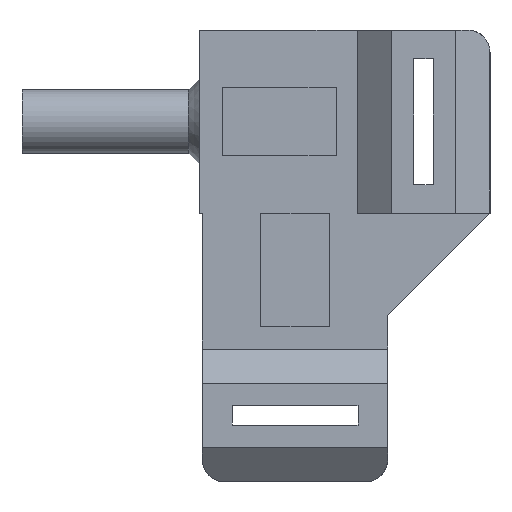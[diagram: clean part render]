
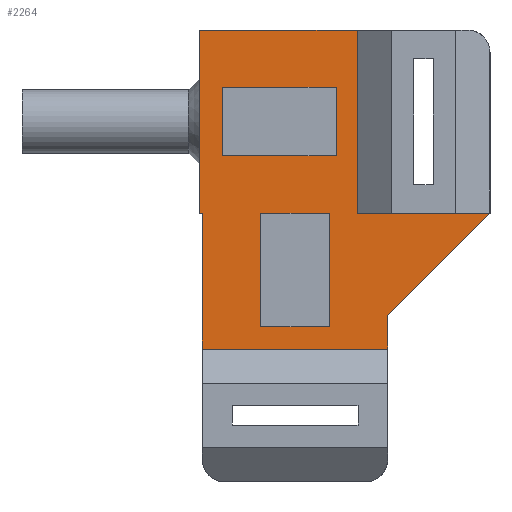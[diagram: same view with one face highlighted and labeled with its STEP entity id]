
A CAD part, front view. The second image highlights one B-rep face of the part: STEP entity #2264.
In plain terms, the highlighted planar face has unit normal (0, -1, 0).
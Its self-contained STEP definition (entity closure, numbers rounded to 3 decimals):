
#32=FACE_BOUND('',#204,.T.);
#33=FACE_BOUND('',#205,.T.);
#46=CIRCLE('',#2391,2.);
#83=FACE_OUTER_BOUND('',#203,.T.);
#203=EDGE_LOOP('',(#1504,#1505,#1506,#1507,#1508,#1509,#1510,#1511,#1512,
#1513,#1514,#1515));
#204=EDGE_LOOP('',(#1516,#1517,#1518,#1519));
#205=EDGE_LOOP('',(#1520,#1521,#1522,#1523));
#336=LINE('',#3152,#635);
#344=LINE('',#3174,#643);
#348=LINE('',#3184,#647);
#349=LINE('',#3188,#648);
#350=LINE('',#3190,#649);
#351=LINE('',#3192,#650);
#352=LINE('',#3193,#651);
#353=LINE('',#3195,#652);
#354=LINE('',#3197,#653);
#355=LINE('',#3199,#654);
#356=LINE('',#3201,#655);
#357=LINE('',#3204,#656);
#358=LINE('',#3206,#657);
#359=LINE('',#3208,#658);
#360=LINE('',#3209,#659);
#361=LINE('',#3212,#660);
#362=LINE('',#3214,#661);
#363=LINE('',#3216,#662);
#364=LINE('',#3217,#663);
#635=VECTOR('',#2543,10.);
#643=VECTOR('',#2559,10.);
#647=VECTOR('',#2565,10.);
#648=VECTOR('',#2570,10.);
#649=VECTOR('',#2571,10.);
#650=VECTOR('',#2572,10.);
#651=VECTOR('',#2573,10.);
#652=VECTOR('',#2574,10.);
#653=VECTOR('',#2575,10.);
#654=VECTOR('',#2576,10.);
#655=VECTOR('',#2579,10.);
#656=VECTOR('',#2580,10.);
#657=VECTOR('',#2581,10.);
#658=VECTOR('',#2582,10.);
#659=VECTOR('',#2583,10.);
#660=VECTOR('',#2584,10.);
#661=VECTOR('',#2585,10.);
#662=VECTOR('',#2586,10.);
#663=VECTOR('',#2587,10.);
#931=VERTEX_POINT('',#3145);
#934=VERTEX_POINT('',#3150);
#941=VERTEX_POINT('',#3167);
#944=VERTEX_POINT('',#3172);
#948=VERTEX_POINT('',#3181);
#949=VERTEX_POINT('',#3183);
#950=VERTEX_POINT('',#3187);
#951=VERTEX_POINT('',#3189);
#952=VERTEX_POINT('',#3191);
#953=VERTEX_POINT('',#3194);
#954=VERTEX_POINT('',#3196);
#955=VERTEX_POINT('',#3198);
#956=VERTEX_POINT('',#3202);
#957=VERTEX_POINT('',#3203);
#958=VERTEX_POINT('',#3205);
#959=VERTEX_POINT('',#3207);
#960=VERTEX_POINT('',#3210);
#961=VERTEX_POINT('',#3211);
#962=VERTEX_POINT('',#3213);
#963=VERTEX_POINT('',#3215);
#1154=EDGE_CURVE('',#934,#931,#336,.T.);
#1164=EDGE_CURVE('',#944,#941,#344,.T.);
#1168=EDGE_CURVE('',#948,#949,#348,.T.);
#1170=EDGE_CURVE('',#934,#950,#349,.T.);
#1171=EDGE_CURVE('',#950,#951,#350,.T.);
#1172=EDGE_CURVE('',#951,#952,#351,.T.);
#1173=EDGE_CURVE('',#952,#941,#352,.T.);
#1174=EDGE_CURVE('',#944,#953,#353,.T.);
#1175=EDGE_CURVE('',#953,#954,#354,.T.);
#1176=EDGE_CURVE('',#954,#955,#355,.T.);
#1177=EDGE_CURVE('',#949,#955,#46,.T.);
#1178=EDGE_CURVE('',#948,#931,#356,.T.);
#1179=EDGE_CURVE('',#956,#957,#357,.T.);
#1180=EDGE_CURVE('',#957,#958,#358,.T.);
#1181=EDGE_CURVE('',#958,#959,#359,.T.);
#1182=EDGE_CURVE('',#959,#956,#360,.T.);
#1183=EDGE_CURVE('',#960,#961,#361,.T.);
#1184=EDGE_CURVE('',#961,#962,#362,.T.);
#1185=EDGE_CURVE('',#962,#963,#363,.T.);
#1186=EDGE_CURVE('',#963,#960,#364,.T.);
#1504=ORIENTED_EDGE('',*,*,#1154,.F.);
#1505=ORIENTED_EDGE('',*,*,#1170,.T.);
#1506=ORIENTED_EDGE('',*,*,#1171,.T.);
#1507=ORIENTED_EDGE('',*,*,#1172,.T.);
#1508=ORIENTED_EDGE('',*,*,#1173,.T.);
#1509=ORIENTED_EDGE('',*,*,#1164,.F.);
#1510=ORIENTED_EDGE('',*,*,#1174,.T.);
#1511=ORIENTED_EDGE('',*,*,#1175,.T.);
#1512=ORIENTED_EDGE('',*,*,#1176,.T.);
#1513=ORIENTED_EDGE('',*,*,#1177,.F.);
#1514=ORIENTED_EDGE('',*,*,#1168,.F.);
#1515=ORIENTED_EDGE('',*,*,#1178,.T.);
#1516=ORIENTED_EDGE('',*,*,#1179,.T.);
#1517=ORIENTED_EDGE('',*,*,#1180,.T.);
#1518=ORIENTED_EDGE('',*,*,#1181,.T.);
#1519=ORIENTED_EDGE('',*,*,#1182,.T.);
#1520=ORIENTED_EDGE('',*,*,#1183,.T.);
#1521=ORIENTED_EDGE('',*,*,#1184,.T.);
#1522=ORIENTED_EDGE('',*,*,#1185,.T.);
#1523=ORIENTED_EDGE('',*,*,#1186,.T.);
#2157=PLANE('',#2390);
#2264=ADVANCED_FACE('',(#83,#32,#33),#2157,.T.);
#2390=AXIS2_PLACEMENT_3D('',#3186,#2568,#2569);
#2391=AXIS2_PLACEMENT_3D('',#3200,#2577,#2578);
#2543=DIRECTION('',(0.,0.,-1.));
#2559=DIRECTION('',(-1.,0.,0.));
#2565=DIRECTION('',(0.,0.,1.));
#2568=DIRECTION('center_axis',(0.,-1.,0.));
#2569=DIRECTION('ref_axis',(0.,0.,-1.));
#2570=DIRECTION('',(-1.,0.,0.));
#2571=DIRECTION('',(0.,0.,-1.));
#2572=DIRECTION('',(1.,0.,0.));
#2573=DIRECTION('',(0.,0.,-1.));
#2574=DIRECTION('',(0.,0.,1.));
#2575=DIRECTION('',(0.707,0.,0.707));
#2576=DIRECTION('',(0.,0.,1.));
#2577=DIRECTION('center_axis',(0.,1.,0.));
#2578=DIRECTION('ref_axis',(0.707,0.,0.707));
#2579=DIRECTION('',(-1.,0.,0.));
#2580=DIRECTION('',(-1.,0.,0.));
#2581=DIRECTION('',(0.,0.,1.));
#2582=DIRECTION('',(1.,0.,0.));
#2583=DIRECTION('',(0.,0.,-1.));
#2584=DIRECTION('',(0.,0.,-1.));
#2585=DIRECTION('',(-1.,0.,0.));
#2586=DIRECTION('',(0.,0.,1.));
#2587=DIRECTION('',(1.,0.,0.));
#3145=CARTESIAN_POINT('',(4.733,-12.907,20.058));
#3150=CARTESIAN_POINT('',(4.733,-12.907,36.158));
#3152=CARTESIAN_POINT('',(4.733,-12.907,26.22));
#3167=CARTESIAN_POINT('',(-8.877,-12.907,8.098));
#3172=CARTESIAN_POINT('',(7.423,-12.907,8.098));
#3174=CARTESIAN_POINT('',(5.541,-12.907,8.098));
#3181=CARTESIAN_POINT('',(16.413,-12.907,20.058));
#3183=CARTESIAN_POINT('',(16.413,-12.907,34.357));
#3184=CARTESIAN_POINT('',(16.413,-12.907,18.17));
#3186=CARTESIAN_POINT('Origin',(3.658,-12.907,16.283));
#3187=CARTESIAN_POINT('',(-9.107,-12.907,36.158));
#3188=CARTESIAN_POINT('',(10.041,-12.907,36.158));
#3189=CARTESIAN_POINT('',(-9.107,-12.907,20.058));
#3190=CARTESIAN_POINT('',(-9.107,-12.907,26.22));
#3191=CARTESIAN_POINT('',(-8.877,-12.907,20.058));
#3192=CARTESIAN_POINT('',(-2.724,-12.907,20.058));
#3193=CARTESIAN_POINT('',(-8.877,-12.907,18.17));
#3194=CARTESIAN_POINT('',(7.423,-12.907,11.058));
#3195=CARTESIAN_POINT('',(7.423,-12.907,6.345));
#3196=CARTESIAN_POINT('',(16.423,-12.907,20.058));
#3197=CARTESIAN_POINT('',(7.788,-12.907,11.423));
#3198=CARTESIAN_POINT('',(16.423,-12.907,34.158));
#3199=CARTESIAN_POINT('',(16.423,-12.907,18.17));
#3200=CARTESIAN_POINT('Origin',(14.423,-12.907,34.158));
#3201=CARTESIAN_POINT('',(5.696,-12.907,20.058));
#3202=CARTESIAN_POINT('',(2.273,-12.907,10.058));
#3203=CARTESIAN_POINT('',(-3.727,-12.907,10.058));
#3204=CARTESIAN_POINT('',(2.966,-12.907,10.058));
#3205=CARTESIAN_POINT('',(-3.727,-12.907,20.058));
#3206=CARTESIAN_POINT('',(-3.727,-12.907,13.17));
#3207=CARTESIAN_POINT('',(2.273,-12.907,20.058));
#3208=CARTESIAN_POINT('',(-0.034,-12.907,20.058));
#3209=CARTESIAN_POINT('',(2.273,-12.907,18.17));
#3210=CARTESIAN_POINT('',(2.893,-12.907,31.108));
#3211=CARTESIAN_POINT('',(2.893,-12.907,25.108));
#3212=CARTESIAN_POINT('',(2.893,-12.907,23.695));
#3213=CARTESIAN_POINT('',(-7.107,-12.907,25.108));
#3214=CARTESIAN_POINT('',(3.276,-12.907,25.108));
#3215=CARTESIAN_POINT('',(-7.107,-12.907,31.108));
#3216=CARTESIAN_POINT('',(-7.107,-12.907,20.695));
#3217=CARTESIAN_POINT('',(-1.724,-12.907,31.108));
